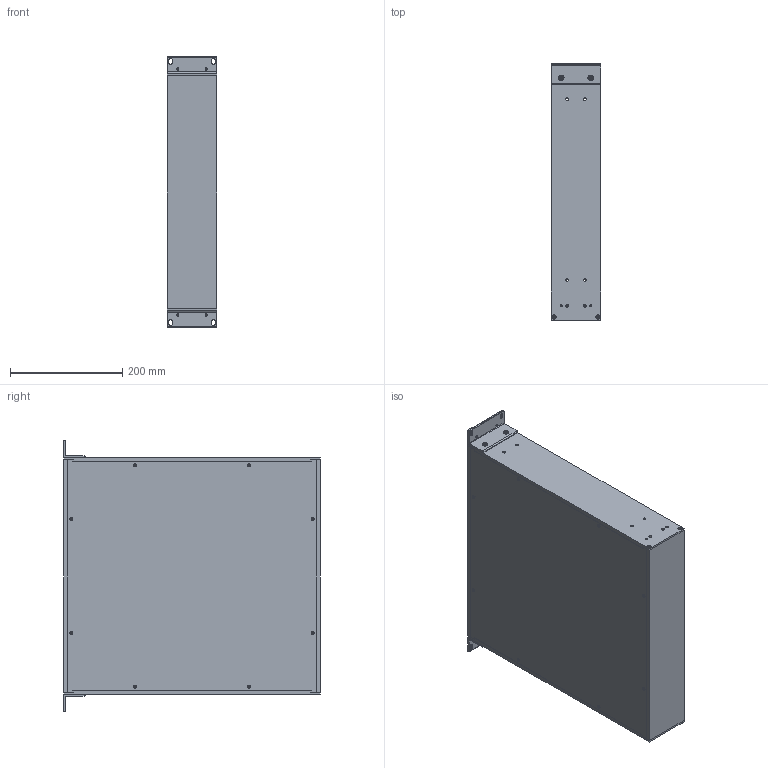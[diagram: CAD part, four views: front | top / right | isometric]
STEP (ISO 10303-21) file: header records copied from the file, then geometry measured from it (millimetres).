
FILE_DESCRIPTION (( 'STEP AP214' ), '1' );
FILE_NAME ('RM2U1918SBK.STEP', '2021-09-10T19:14:18', ( '' ), ( '' ), 'SwSTEP 2.0', 'SolidWorks 2021', '' );
FILE_SCHEMA (( 'AUTOMOTIVE_DESIGN' ));
Length unit declared in the file: inch
Products named in the file (1): RM2U1918SBK
Bounding box: 88.16 x 457.2 x 482.61 mm (x, y, z)
Volume: 1322842.7 mm3; surface area: 1198816.9 mm2
Topology: 52 solids, 52 shells, 1364 faces, 3676 edges, 2424 vertices
Faces by surface type: plane 636, cone 384, cylinder 232, bspline 112
Full cylindrical faces by diameter (mm): 2.5 x16, 2.845 x16, 3 x16, 3.505 x8, 3.988 x12, 4 x16, 4.039 x8, 4.293 x8, 4.3 x8, 4.775 x12, 4.826 x4, 5 x4, 5.429 x16, 6.045 x8, 8.458 x4
Entity records: 63473 total; most frequent: CARTESIAN_POINT 14165, ORIENTED_EDGE 6592, DIRECTION 5618, EDGE_CURVE 3296, VERTEX_POINT 2304, AXIS2_PLACEMENT_3D 2157, EDGE_LOOP 1840, FACE_OUTER_BOUND 1520
